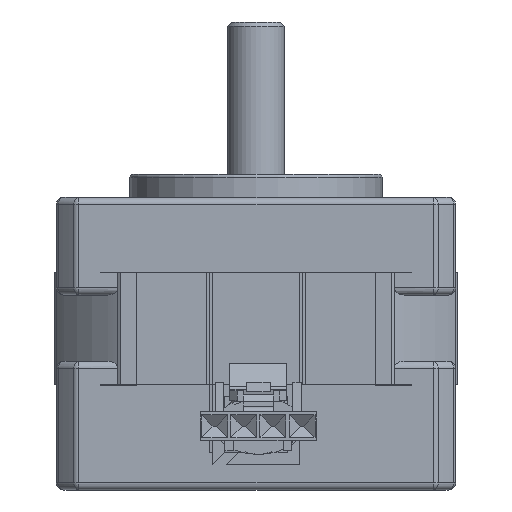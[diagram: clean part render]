
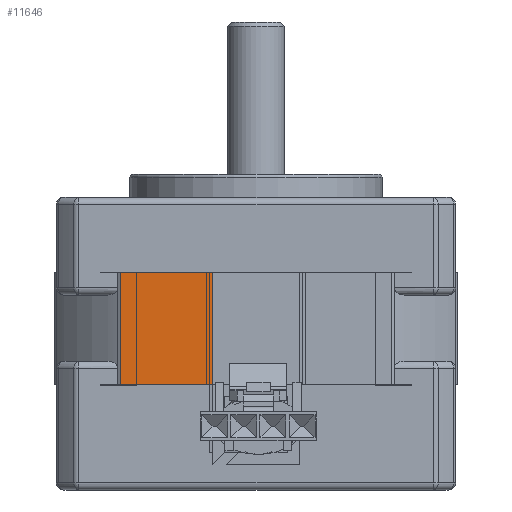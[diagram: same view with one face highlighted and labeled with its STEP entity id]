
A CAD part, front view. The second image highlights one B-rep face of the part: STEP entity #11646.
In plain terms, the highlighted planar face has unit normal (0, -1, 0).
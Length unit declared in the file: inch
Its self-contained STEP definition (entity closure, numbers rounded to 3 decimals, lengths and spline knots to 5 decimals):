
#2981 = VERTEX_POINT ( 'NONE', #24111 ) ;
#4899 = ORIENTED_EDGE ( 'NONE', *, *, #14768, .T. ) ;
#6136 = DIRECTION ( 'NONE',  ( -1., 0., 0. ) ) ;
#6845 = CARTESIAN_POINT ( 'NONE',  ( 2.45347, 12.33576, 11.3579 ) ) ;
#7084 = DIRECTION ( 'NONE',  ( 0., 1., 0. ) ) ;
#7649 = LINE ( 'NONE', #25495, #10356 ) ;
#8568 = VERTEX_POINT ( 'NONE', #18657 ) ;
#8974 = DIRECTION ( 'NONE',  ( -1., 0., 0. ) ) ;
#9209 = EDGE_CURVE ( 'NONE', #12726, #8568, #11436, .T. ) ;
#9581 = EDGE_CURVE ( 'NONE', #2981, #10252, #10689, .T. ) ;
#10252 = VERTEX_POINT ( 'NONE', #6845 ) ;
#10356 = VECTOR ( 'NONE', #6136, 39.37008 ) ;
#10689 = LINE ( 'NONE', #23815, #26872 ) ;
#10816 = EDGE_LOOP ( 'NONE', ( #4899, #25062, #12404, #20564 ) ) ;
#11352 = CARTESIAN_POINT ( 'NONE',  ( 2.45347, 12.33576, 10.9719 ) ) ;
#11436 = LINE ( 'NONE', #24527, #15107 ) ;
#11646 = ADVANCED_FACE ( 'NONE', ( #17562 ), #13062, .F. ) ;
#12404 = ORIENTED_EDGE ( 'NONE', *, *, #25110, .F. ) ;
#12419 = CARTESIAN_POINT ( 'NONE',  ( 2.76941, 12.33576, 10.9719 ) ) ;
#12726 = VERTEX_POINT ( 'NONE', #12419 ) ;
#13062 = PLANE ( 'NONE',  #27245 ) ;
#14768 = EDGE_CURVE ( 'NONE', #8568, #10252, #7649, .T. ) ;
#15107 = VECTOR ( 'NONE', #24618, 39.37008 ) ;
#15629 = DIRECTION ( 'NONE',  ( -1., 0., 0. ) ) ;
#16007 = CARTESIAN_POINT ( 'NONE',  ( 2.45347, 12.33576, 10.9719 ) ) ;
#17562 = FACE_OUTER_BOUND ( 'NONE', #10816, .T. ) ;
#18657 = CARTESIAN_POINT ( 'NONE',  ( 2.76941, 12.33576, 11.3579 ) ) ;
#19276 = DIRECTION ( 'NONE',  ( 0., 0., 1. ) ) ;
#20564 = ORIENTED_EDGE ( 'NONE', *, *, #9209, .T. ) ;
#22451 = VECTOR ( 'NONE', #15629, 39.37008 ) ;
#23815 = CARTESIAN_POINT ( 'NONE',  ( 2.45347, 12.33576, 10.9719 ) ) ;
#24111 = CARTESIAN_POINT ( 'NONE',  ( 2.45347, 12.33576, 10.9719 ) ) ;
#24527 = CARTESIAN_POINT ( 'NONE',  ( 2.76941, 12.33576, 10.9719 ) ) ;
#24618 = DIRECTION ( 'NONE',  ( 0., 0., 1. ) ) ;
#25062 = ORIENTED_EDGE ( 'NONE', *, *, #9581, .F. ) ;
#25110 = EDGE_CURVE ( 'NONE', #12726, #2981, #26154, .T. ) ;
#25495 = CARTESIAN_POINT ( 'NONE',  ( 2.45347, 12.33576, 11.3579 ) ) ;
#26154 = LINE ( 'NONE', #16007, #22451 ) ;
#26872 = VECTOR ( 'NONE', #19276, 39.37008 ) ;
#27245 = AXIS2_PLACEMENT_3D ( 'NONE', #11352, #7084, #8974 ) ;
